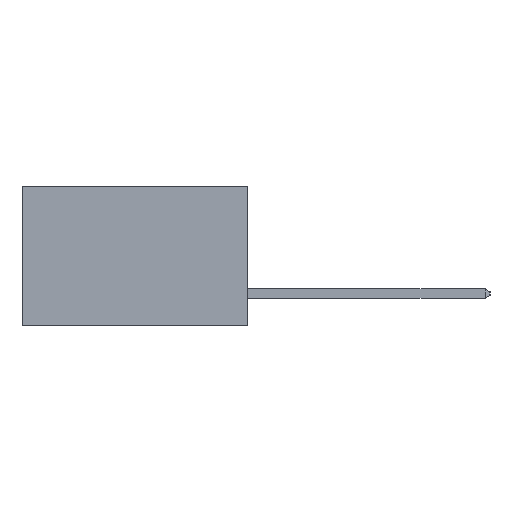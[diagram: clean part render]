
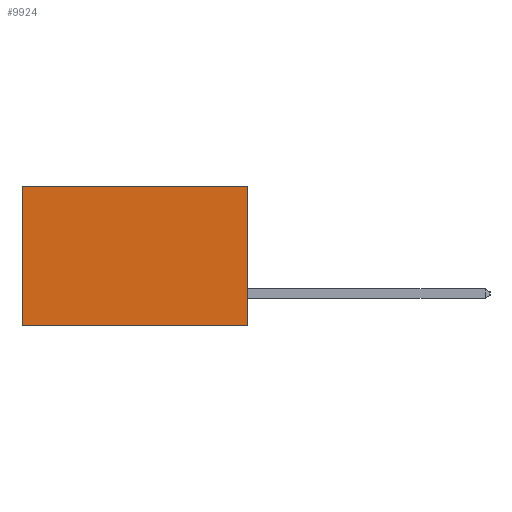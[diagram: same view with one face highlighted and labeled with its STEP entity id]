
A CAD part, left-side view. The second image highlights one B-rep face of the part: STEP entity #9924.
In plain terms, the highlighted planar face has unit normal (-1, 0, 0).
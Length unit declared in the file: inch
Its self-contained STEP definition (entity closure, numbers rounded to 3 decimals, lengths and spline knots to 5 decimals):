
#131 = ORIENTED_EDGE ( 'NONE', *, *, #375, .T. ) ;
#375 = EDGE_CURVE ( 'NONE', #17693, #5825, #3697, .T. ) ;
#678 = LINE ( 'NONE', #11655, #14192 ) ;
#1259 = VECTOR ( 'NONE', #5134, 39.37008 ) ;
#1620 = CARTESIAN_POINT ( 'NONE',  ( 0.2615, 0.6, -0.37 ) ) ;
#2027 = ORIENTED_EDGE ( 'NONE', *, *, #13742, .F. ) ;
#3697 = LINE ( 'NONE', #20341, #16903 ) ;
#3704 = CARTESIAN_POINT ( 'NONE',  ( 0.2615, 0.6, 0. ) ) ;
#4142 = DIRECTION ( 'NONE',  ( 0., 0., -1. ) ) ;
#5134 = DIRECTION ( 'NONE',  ( 0., 1., 0. ) ) ;
#5825 = VERTEX_POINT ( 'NONE', #1620 ) ;
#5991 = LINE ( 'NONE', #6182, #1259 ) ;
#6069 = CARTESIAN_POINT ( 'NONE',  ( 0.2615, 0., 0. ) ) ;
#6182 = CARTESIAN_POINT ( 'NONE',  ( 0.2615, 0., 0. ) ) ;
#6690 = ORIENTED_EDGE ( 'NONE', *, *, #13286, .T. ) ;
#7330 = VERTEX_POINT ( 'NONE', #6069 ) ;
#9924 = ADVANCED_FACE ( 'NONE', ( #16122 ), #17603, .F. ) ;
#10764 = CARTESIAN_POINT ( 'NONE',  ( 0.2615, 0., -0.37 ) ) ;
#11655 = CARTESIAN_POINT ( 'NONE',  ( 0.2615, 0., -0.37 ) ) ;
#12225 = AXIS2_PLACEMENT_3D ( 'NONE', #17756, #17891, #17871 ) ;
#12386 = VECTOR ( 'NONE', #19414, 39.37008 ) ;
#13286 = EDGE_CURVE ( 'NONE', #7330, #17693, #5991, .T. ) ;
#13358 = DIRECTION ( 'NONE',  ( 0., 0., -1. ) ) ;
#13562 = EDGE_LOOP ( 'NONE', ( #131, #15212, #2027, #6690 ) ) ;
#13742 = EDGE_CURVE ( 'NONE', #7330, #15387, #678, .T. ) ;
#14192 = VECTOR ( 'NONE', #13358, 39.37008 ) ;
#15212 = ORIENTED_EDGE ( 'NONE', *, *, #20232, .F. ) ;
#15387 = VERTEX_POINT ( 'NONE', #10764 ) ;
#16122 = FACE_OUTER_BOUND ( 'NONE', #13562, .T. ) ;
#16198 = CARTESIAN_POINT ( 'NONE',  ( 0.2615, 0., -0.37 ) ) ;
#16795 = LINE ( 'NONE', #16198, #12386 ) ;
#16903 = VECTOR ( 'NONE', #4142, 39.37008 ) ;
#17603 = PLANE ( 'NONE',  #12225 ) ;
#17693 = VERTEX_POINT ( 'NONE', #3704 ) ;
#17756 = CARTESIAN_POINT ( 'NONE',  ( 0.2615, 0., -0.37 ) ) ;
#17871 = DIRECTION ( 'NONE',  ( 0., 0., -1. ) ) ;
#17891 = DIRECTION ( 'NONE',  ( 1., 0., 0. ) ) ;
#19414 = DIRECTION ( 'NONE',  ( 0., 1., 0. ) ) ;
#20232 = EDGE_CURVE ( 'NONE', #15387, #5825, #16795, .T. ) ;
#20341 = CARTESIAN_POINT ( 'NONE',  ( 0.2615, 0.6, -0.37 ) ) ;
